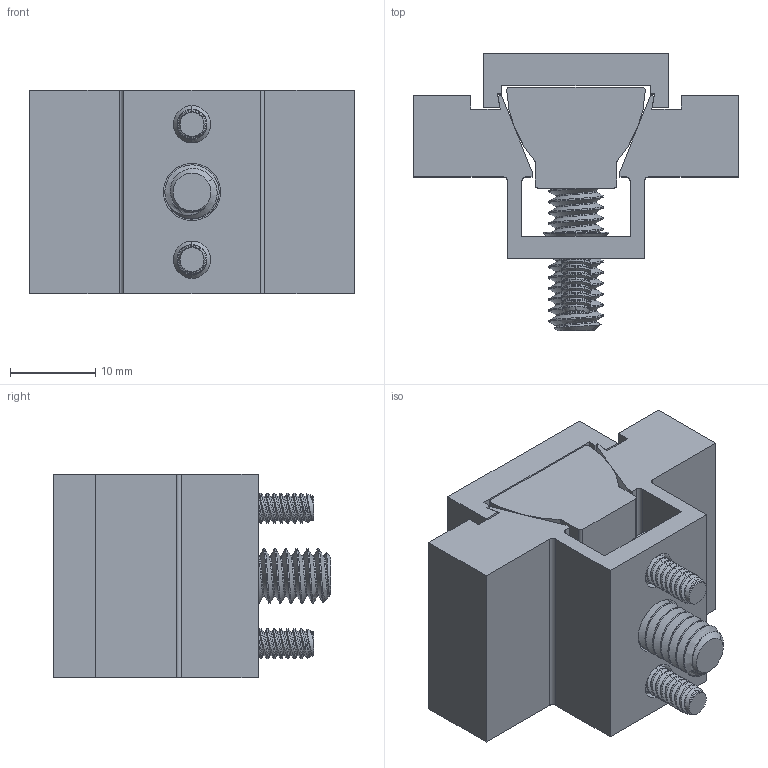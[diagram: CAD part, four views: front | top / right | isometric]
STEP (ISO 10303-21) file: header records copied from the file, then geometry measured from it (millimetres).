
FILE_DESCRIPTION (( 'STEP AP214' ), '1' );
FILE_NAME ('60075.STEP', '2017-03-16T17:29:22', ( 'Mike W' ), ( '' ), 'SwSTEP 2.0', 'SolidWorks 2017', '' );
FILE_SCHEMA (( 'AUTOMOTIVE_DESIGN' ));
Length unit declared in the file: inch
Products named in the file (6): 60075; 63238 FHCS_63238 FHSC; 607501_607501; 60125_60125; 60145_60145; 60320_60320
Assembly tree (6 placements, depth 2):
  60075
    60320_60320
    60145_60145
    60125_60125
    607501_607501
    63238 FHCS_63238 FHSC  x2
Bounding box: 38.1 x 32.56 x 23.88 mm (x, y, z)
Volume: 12811.8 mm3; surface area: 9103.1 mm2
Topology: 6 solids, 6 shells, 386 faces, 910 edges, 543 vertices
Faces by surface type: cylinder 170, cone 119, plane 91, torus 4, bspline 2
Entity records: 11025 total; most frequent: CARTESIAN_POINT 4586, ORIENTED_EDGE 1384, DIRECTION 1201, EDGE_CURVE 692, AXIS2_PLACEMENT_3D 432, VERTEX_POINT 426, LINE 337, VECTOR 337
